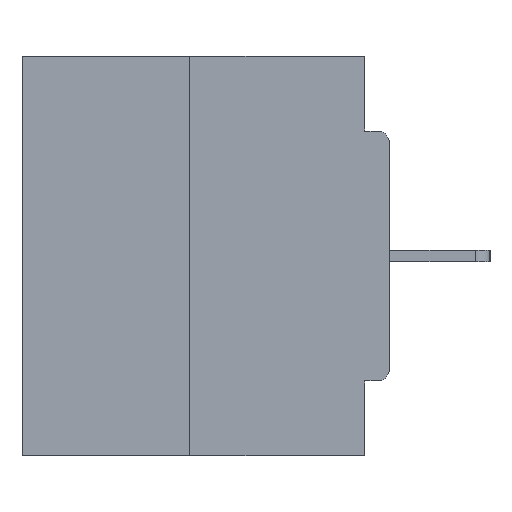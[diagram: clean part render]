
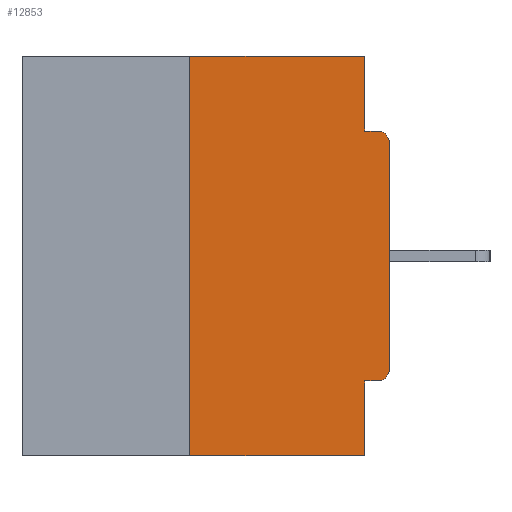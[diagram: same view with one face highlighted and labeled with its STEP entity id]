
A CAD part, left-side view. The second image highlights one B-rep face of the part: STEP entity #12853.
In plain terms, the highlighted planar face has unit normal (-1, 0, 0).
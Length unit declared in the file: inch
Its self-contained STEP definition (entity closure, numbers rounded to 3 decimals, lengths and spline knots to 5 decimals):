
#424 = DIRECTION ( 'NONE',  ( 0., 0., -1. ) ) ;
#511 = DIRECTION ( 'NONE',  ( 0., 1., 0. ) ) ;
#1071 = CARTESIAN_POINT ( 'NONE',  ( 0., 0.031, 0. ) ) ;
#1781 = CARTESIAN_POINT ( 'NONE',  ( 0., 0.46, -0.5 ) ) ;
#2782 = VERTEX_POINT ( 'NONE', #1071 ) ;
#3067 = PLANE ( 'NONE',  #24133 ) ;
#3337 = CARTESIAN_POINT ( 'NONE',  ( 0., 0.25, 0. ) ) ;
#3938 = LINE ( 'NONE', #22062, #4035 ) ;
#4035 = VECTOR ( 'NONE', #16939, 39.37008 ) ;
#4391 = DIRECTION ( 'NONE',  ( 0., 0., -1. ) ) ;
#4437 = VERTEX_POINT ( 'NONE', #8590 ) ;
#5345 = CARTESIAN_POINT ( 'NONE',  ( 0., 0.46, 0. ) ) ;
#5508 = CARTESIAN_POINT ( 'NONE',  ( 0., 0.031, 0. ) ) ;
#5781 = CIRCLE ( 'NONE', #33253, 0.015 ) ;
#5862 = ORIENTED_EDGE ( 'NONE', *, *, #19831, .F. ) ;
#6356 = ORIENTED_EDGE ( 'NONE', *, *, #12882, .F. ) ;
#7565 = DIRECTION ( 'NONE',  ( -1., 0., 0. ) ) ;
#8207 = DIRECTION ( 'NONE',  ( 0., -1., 0. ) ) ;
#8518 = CARTESIAN_POINT ( 'NONE',  ( 0., 0.031, -0.5 ) ) ;
#8590 = CARTESIAN_POINT ( 'NONE',  ( 0., 0.031, -0.0935 ) ) ;
#9339 = EDGE_LOOP ( 'NONE', ( #21635, #18475, #12780, #5862, #15820, #14448, #24313, #18483, #21969, #6356 ) ) ;
#10929 = LINE ( 'NONE', #21642, #26967 ) ;
#10954 = CARTESIAN_POINT ( 'NONE',  ( 0., 0.015, -0.1085 ) ) ;
#10987 = CARTESIAN_POINT ( 'NONE',  ( 0., 0., -0.0935 ) ) ;
#11098 = VERTEX_POINT ( 'NONE', #29651 ) ;
#11504 = LINE ( 'NONE', #10987, #19597 ) ;
#11965 = CARTESIAN_POINT ( 'NONE',  ( 0., 0.015, -0.0935 ) ) ;
#12652 = CARTESIAN_POINT ( 'NONE',  ( 0., 0., -0.4065 ) ) ;
#12780 = ORIENTED_EDGE ( 'NONE', *, *, #31927, .T. ) ;
#12853 = ADVANCED_FACE ( 'NONE', ( #16048 ), #3067, .F. ) ;
#12875 = CARTESIAN_POINT ( 'NONE',  ( 0., 0.031, -0.4065 ) ) ;
#12882 = EDGE_CURVE ( 'NONE', #2782, #4437, #14566, .T. ) ;
#13447 = CARTESIAN_POINT ( 'NONE',  ( 0., 0.46, 0. ) ) ;
#13763 = DIRECTION ( 'NONE',  ( 0., 0., -1. ) ) ;
#13816 = LINE ( 'NONE', #13447, #23128 ) ;
#14045 = CARTESIAN_POINT ( 'NONE',  ( 0., 0.015, -0.4065 ) ) ;
#14448 = ORIENTED_EDGE ( 'NONE', *, *, #23452, .T. ) ;
#14566 = LINE ( 'NONE', #5508, #27488 ) ;
#15249 = CARTESIAN_POINT ( 'NONE',  ( 0., 0., -0.1085 ) ) ;
#15298 = DIRECTION ( 'NONE',  ( 0., -1., 0. ) ) ;
#15405 = EDGE_CURVE ( 'NONE', #4437, #16067, #11504, .T. ) ;
#15820 = ORIENTED_EDGE ( 'NONE', *, *, #20231, .F. ) ;
#16048 = FACE_OUTER_BOUND ( 'NONE', #9339, .T. ) ;
#16067 = VERTEX_POINT ( 'NONE', #11965 ) ;
#16801 = VERTEX_POINT ( 'NONE', #8518 ) ;
#16931 = VECTOR ( 'NONE', #15298, 39.37008 ) ;
#16939 = DIRECTION ( 'NONE',  ( 0., 0., 1. ) ) ;
#16983 = VERTEX_POINT ( 'NONE', #22353 ) ;
#18475 = ORIENTED_EDGE ( 'NONE', *, *, #21961, .F. ) ;
#18483 = ORIENTED_EDGE ( 'NONE', *, *, #29314, .T. ) ;
#18692 = DIRECTION ( 'NONE',  ( 0., 0., -1. ) ) ;
#19597 = VECTOR ( 'NONE', #22208, 39.37008 ) ;
#19831 = EDGE_CURVE ( 'NONE', #21451, #16801, #29041, .T. ) ;
#20231 = EDGE_CURVE ( 'NONE', #32692, #21451, #32298, .T. ) ;
#20731 = LINE ( 'NONE', #1781, #16931 ) ;
#21263 = DIRECTION ( 'NONE',  ( 0., 0., 1. ) ) ;
#21451 = VERTEX_POINT ( 'NONE', #12875 ) ;
#21635 = ORIENTED_EDGE ( 'NONE', *, *, #31749, .F. ) ;
#21642 = CARTESIAN_POINT ( 'NONE',  ( 0., 0.25, 0. ) ) ;
#21961 = EDGE_CURVE ( 'NONE', #16983, #30927, #10929, .T. ) ;
#21969 = ORIENTED_EDGE ( 'NONE', *, *, #15405, .F. ) ;
#22062 = CARTESIAN_POINT ( 'NONE',  ( 0., 0., 0. ) ) ;
#22208 = DIRECTION ( 'NONE',  ( 0., -1., 0. ) ) ;
#22353 = CARTESIAN_POINT ( 'NONE',  ( 0., 0.25, -0.5 ) ) ;
#23128 = VECTOR ( 'NONE', #8207, 39.37008 ) ;
#23452 = EDGE_CURVE ( 'NONE', #32692, #11098, #5781, .T. ) ;
#23621 = AXIS2_PLACEMENT_3D ( 'NONE', #10954, #32698, #13763 ) ;
#23796 = CARTESIAN_POINT ( 'NONE',  ( 0., 0.031, -0.5 ) ) ;
#24133 = AXIS2_PLACEMENT_3D ( 'NONE', #5345, #30375, #27112 ) ;
#24313 = ORIENTED_EDGE ( 'NONE', *, *, #30145, .T. ) ;
#25874 = CIRCLE ( 'NONE', #23621, 0.015 ) ;
#25991 = VECTOR ( 'NONE', #18692, 39.37008 ) ;
#26967 = VECTOR ( 'NONE', #21263, 39.37008 ) ;
#27112 = DIRECTION ( 'NONE',  ( 0., 0., -1. ) ) ;
#27488 = VECTOR ( 'NONE', #424, 39.37008 ) ;
#29041 = LINE ( 'NONE', #23796, #25991 ) ;
#29314 = EDGE_CURVE ( 'NONE', #31144, #16067, #25874, .T. ) ;
#29651 = CARTESIAN_POINT ( 'NONE',  ( 0., 0., -0.3915 ) ) ;
#30145 = EDGE_CURVE ( 'NONE', #11098, #31144, #3938, .T. ) ;
#30375 = DIRECTION ( 'NONE',  ( 1., 0., 0. ) ) ;
#30927 = VERTEX_POINT ( 'NONE', #3337 ) ;
#31043 = VECTOR ( 'NONE', #511, 39.37008 ) ;
#31144 = VERTEX_POINT ( 'NONE', #15249 ) ;
#31579 = CARTESIAN_POINT ( 'NONE',  ( 0., 0.015, -0.3915 ) ) ;
#31749 = EDGE_CURVE ( 'NONE', #30927, #2782, #13816, .T. ) ;
#31927 = EDGE_CURVE ( 'NONE', #16983, #16801, #20731, .T. ) ;
#32298 = LINE ( 'NONE', #12652, #31043 ) ;
#32692 = VERTEX_POINT ( 'NONE', #14045 ) ;
#32698 = DIRECTION ( 'NONE',  ( -1., 0., 0. ) ) ;
#33253 = AXIS2_PLACEMENT_3D ( 'NONE', #31579, #7565, #4391 ) ;
